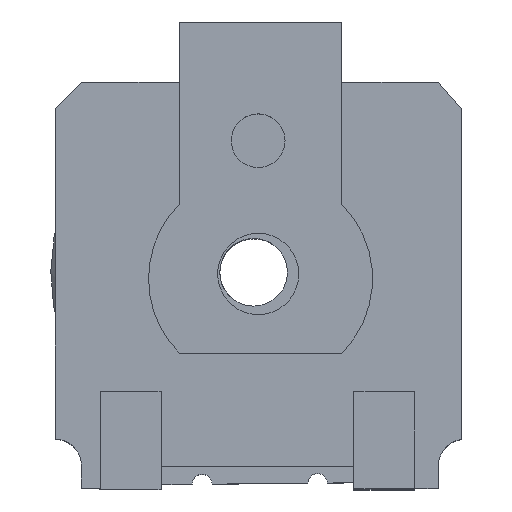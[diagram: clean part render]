
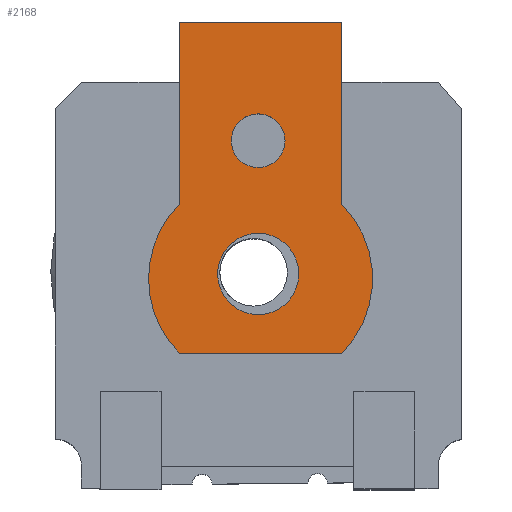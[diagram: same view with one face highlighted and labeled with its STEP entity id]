
A CAD part, top view. The second image highlights one B-rep face of the part: STEP entity #2168.
In plain terms, the highlighted planar face has unit normal (0, 0, 1).
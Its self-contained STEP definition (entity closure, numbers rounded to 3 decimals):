
#14 = EDGE_CURVE ( 'NONE', #3783, #504, #1243, .T. ) ;
#29 = ORIENTED_EDGE ( 'NONE', *, *, #4921, .F. ) ;
#109 = DIRECTION ( 'NONE',  ( 1., 0., 0. ) ) ;
#136 = VERTEX_POINT ( 'NONE', #4966 ) ;
#138 = FACE_BOUND ( 'NONE', #332, .T. ) ;
#153 = DIRECTION ( 'NONE',  ( 0., 0., 1. ) ) ;
#175 = AXIS2_PLACEMENT_3D ( 'NONE', #3032, #3017, #898 ) ;
#198 = CARTESIAN_POINT ( 'NONE',  ( 0.69, 1.55, 1.05 ) ) ;
#221 = AXIS2_PLACEMENT_3D ( 'NONE', #720, #1603, #2600 ) ;
#332 = EDGE_LOOP ( 'NONE', ( #5611, #2648 ) ) ;
#336 = CARTESIAN_POINT ( 'NONE',  ( 0., 1., 1.05 ) ) ;
#373 = CARTESIAN_POINT ( 'NONE',  ( 1.468, 1.55, 1.05 ) ) ;
#447 = EDGE_CURVE ( 'NONE', #504, #3783, #955, .T. ) ;
#474 = EDGE_CURVE ( 'NONE', #1753, #1591, #4964, .T. ) ;
#500 = DIRECTION ( 'NONE',  ( 1., 0., 0. ) ) ;
#504 = VERTEX_POINT ( 'NONE', #4227 ) ;
#510 = EDGE_LOOP ( 'NONE', ( #3483, #4011 ) ) ;
#533 = EDGE_CURVE ( 'NONE', #4479, #2810, #2256, .T. ) ;
#542 = AXIS2_PLACEMENT_3D ( 'NONE', #5391, #153, #3667 ) ;
#598 = CARTESIAN_POINT ( 'NONE',  ( 2.118, 0., 1.05 ) ) ;
#600 = VECTOR ( 'NONE', #1210, 1000. ) ;
#695 = LINE ( 'NONE', #1472, #3454 ) ;
#720 = CARTESIAN_POINT ( 'NONE',  ( 1.468, 1.55, 1.05 ) ) ;
#736 = CIRCLE ( 'NONE', #3097, 0.198 ) ;
#767 = CARTESIAN_POINT ( 'NONE',  ( 0.918, 0., 1.05 ) ) ;
#898 = DIRECTION ( 'NONE',  ( 1., 0., 0. ) ) ;
#937 = VERTEX_POINT ( 'NONE', #2483 ) ;
#952 = PLANE ( 'NONE',  #1790 ) ;
#955 = CIRCLE ( 'NONE', #4858, 0.3 ) ;
#1005 = ORIENTED_EDGE ( 'NONE', *, *, #1015, .T. ) ;
#1015 = EDGE_CURVE ( 'NONE', #5641, #4061, #2454, .T. ) ;
#1053 = CIRCLE ( 'NONE', #542, 0.198 ) ;
#1054 = EDGE_CURVE ( 'NONE', #1706, #937, #736, .T. ) ;
#1210 = DIRECTION ( 'NONE',  ( 0., -1., 0. ) ) ;
#1243 = CIRCLE ( 'NONE', #4142, 0.3 ) ;
#1472 = CARTESIAN_POINT ( 'NONE',  ( 0., 3.446, 1.05 ) ) ;
#1580 = DIRECTION ( 'NONE',  ( 0., 0., 1. ) ) ;
#1591 = VERTEX_POINT ( 'NONE', #5232 ) ;
#1603 = DIRECTION ( 'NONE',  ( 0., 0., 1. ) ) ;
#1706 = VERTEX_POINT ( 'NONE', #5308 ) ;
#1753 = VERTEX_POINT ( 'NONE', #4395 ) ;
#1790 = AXIS2_PLACEMENT_3D ( 'NONE', #4008, #2688, #2290 ) ;
#1999 = VECTOR ( 'NONE', #5111, 1000. ) ;
#2154 = FACE_BOUND ( 'NONE', #510, .T. ) ;
#2168 = ADVANCED_FACE ( 'NONE', ( #138, #5133, #2154 ), #952, .T. ) ;
#2229 = EDGE_CURVE ( 'NONE', #1753, #136, #695, .T. ) ;
#2256 = CIRCLE ( 'NONE', #175, 0.778 ) ;
#2290 = DIRECTION ( 'NONE',  ( 1., 0., 0. ) ) ;
#2454 = CIRCLE ( 'NONE', #221, 0.778 ) ;
#2483 = CARTESIAN_POINT ( 'NONE',  ( 1.302, 2.569, 1.05 ) ) ;
#2493 = VECTOR ( 'NONE', #5013, 1000. ) ;
#2551 = DIRECTION ( 'NONE',  ( 0., 0., 1. ) ) ;
#2600 = DIRECTION ( 'NONE',  ( 1., 0., 0. ) ) ;
#2648 = ORIENTED_EDGE ( 'NONE', *, *, #4320, .F. ) ;
#2659 = ORIENTED_EDGE ( 'NONE', *, *, #3760, .T. ) ;
#2688 = DIRECTION ( 'NONE',  ( 0., 0., 1. ) ) ;
#2705 = DIRECTION ( 'NONE',  ( 0., 0., 1. ) ) ;
#2810 = VERTEX_POINT ( 'NONE', #4903 ) ;
#3017 = DIRECTION ( 'NONE',  ( 0., 0., -1. ) ) ;
#3032 = CARTESIAN_POINT ( 'NONE',  ( 1.567, 1.55, 1.05 ) ) ;
#3097 = AXIS2_PLACEMENT_3D ( 'NONE', #3533, #2705, #500 ) ;
#3107 = ORIENTED_EDGE ( 'NONE', *, *, #5027, .F. ) ;
#3190 = DIRECTION ( 'NONE',  ( 0., 0., 1. ) ) ;
#3454 = VECTOR ( 'NONE', #109, 1000. ) ;
#3483 = ORIENTED_EDGE ( 'NONE', *, *, #14, .F. ) ;
#3533 = CARTESIAN_POINT ( 'NONE',  ( 1.5, 2.569, 1.05 ) ) ;
#3667 = DIRECTION ( 'NONE',  ( 1., 0., 0. ) ) ;
#3689 = DIRECTION ( 'NONE',  ( 1., 0., 0. ) ) ;
#3760 = EDGE_CURVE ( 'NONE', #1591, #5641, #4365, .T. ) ;
#3783 = VERTEX_POINT ( 'NONE', #5596 ) ;
#3786 = ORIENTED_EDGE ( 'NONE', *, *, #2229, .F. ) ;
#3915 = LINE ( 'NONE', #336, #1999 ) ;
#4008 = CARTESIAN_POINT ( 'NONE',  ( 0., 0., 1.05 ) ) ;
#4011 = ORIENTED_EDGE ( 'NONE', *, *, #447, .F. ) ;
#4061 = VERTEX_POINT ( 'NONE', #5236 ) ;
#4142 = AXIS2_PLACEMENT_3D ( 'NONE', #4502, #3190, #3689 ) ;
#4161 = CARTESIAN_POINT ( 'NONE',  ( 2.118, 2.1, 1.05 ) ) ;
#4227 = CARTESIAN_POINT ( 'NONE',  ( 1.8, 1.585, 1.05 ) ) ;
#4320 = EDGE_CURVE ( 'NONE', #937, #1706, #1053, .T. ) ;
#4365 = CIRCLE ( 'NONE', #5559, 0.778 ) ;
#4395 = CARTESIAN_POINT ( 'NONE',  ( 0.918, 3.446, 1.05 ) ) ;
#4479 = VERTEX_POINT ( 'NONE', #4161 ) ;
#4502 = CARTESIAN_POINT ( 'NONE',  ( 1.5, 1.585, 1.05 ) ) ;
#4539 = ORIENTED_EDGE ( 'NONE', *, *, #474, .T. ) ;
#4574 = CARTESIAN_POINT ( 'NONE',  ( 1.5, 1.585, 1.05 ) ) ;
#4677 = DIRECTION ( 'NONE',  ( 1., 0., 0. ) ) ;
#4793 = LINE ( 'NONE', #598, #2493 ) ;
#4858 = AXIS2_PLACEMENT_3D ( 'NONE', #4574, #1580, #4677 ) ;
#4903 = CARTESIAN_POINT ( 'NONE',  ( 2.118, 1., 1.05 ) ) ;
#4916 = ORIENTED_EDGE ( 'NONE', *, *, #533, .F. ) ;
#4921 = EDGE_CURVE ( 'NONE', #136, #4479, #4793, .T. ) ;
#4964 = LINE ( 'NONE', #767, #600 ) ;
#4966 = CARTESIAN_POINT ( 'NONE',  ( 2.118, 3.446, 1.05 ) ) ;
#5013 = DIRECTION ( 'NONE',  ( 0., -1., 0. ) ) ;
#5027 = EDGE_CURVE ( 'NONE', #2810, #4061, #3915, .T. ) ;
#5111 = DIRECTION ( 'NONE',  ( -1., 0., 0. ) ) ;
#5133 = FACE_OUTER_BOUND ( 'NONE', #5622, .T. ) ;
#5232 = CARTESIAN_POINT ( 'NONE',  ( 0.918, 2.1, 1.05 ) ) ;
#5236 = CARTESIAN_POINT ( 'NONE',  ( 0.918, 1., 1.05 ) ) ;
#5308 = CARTESIAN_POINT ( 'NONE',  ( 1.698, 2.569, 1.05 ) ) ;
#5391 = CARTESIAN_POINT ( 'NONE',  ( 1.5, 2.569, 1.05 ) ) ;
#5559 = AXIS2_PLACEMENT_3D ( 'NONE', #373, #2551, #5582 ) ;
#5582 = DIRECTION ( 'NONE',  ( 1., 0., 0. ) ) ;
#5596 = CARTESIAN_POINT ( 'NONE',  ( 1.2, 1.585, 1.05 ) ) ;
#5611 = ORIENTED_EDGE ( 'NONE', *, *, #1054, .F. ) ;
#5622 = EDGE_LOOP ( 'NONE', ( #4916, #29, #3786, #4539, #2659, #1005, #3107 ) ) ;
#5641 = VERTEX_POINT ( 'NONE', #198 ) ;
